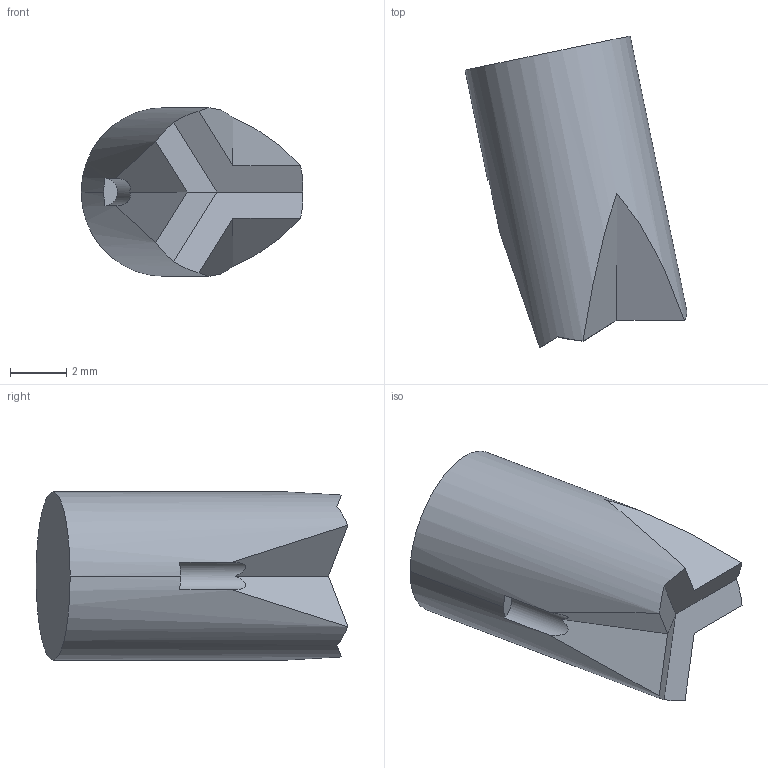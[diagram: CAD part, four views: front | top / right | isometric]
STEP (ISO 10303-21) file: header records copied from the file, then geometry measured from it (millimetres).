
FILE_DESCRIPTION (( 'STEP AP214' ), '1' );
FILE_NAME ('fb_spacer.STEP', '2019-11-10T14:21:21', ( '' ), ( '' ), 'SwSTEP 2.0', 'SolidWorks 2018', '' );
FILE_SCHEMA (( 'AUTOMOTIVE_DESIGN' ));
Length unit declared in the file: millimetre
Products named in the file (1): fb_spacer
Bounding box: 7.9 x 11.1 x 6 mm (x, y, z)
Volume: 257.7 mm3; surface area: 243 mm2
Topology: 1 solids, 1 shells, 15 faces, 36 edges, 23 vertices
Faces by surface type: plane 10, cylinder 3, bspline 2
Entity records: 496 total; most frequent: CARTESIAN_POINT 162, ORIENTED_EDGE 72, DIRECTION 50, EDGE_CURVE 36, VERTEX_POINT 23, AXIS2_PLACEMENT_3D 19, EDGE_LOOP 15, FACE_OUTER_BOUND 15
